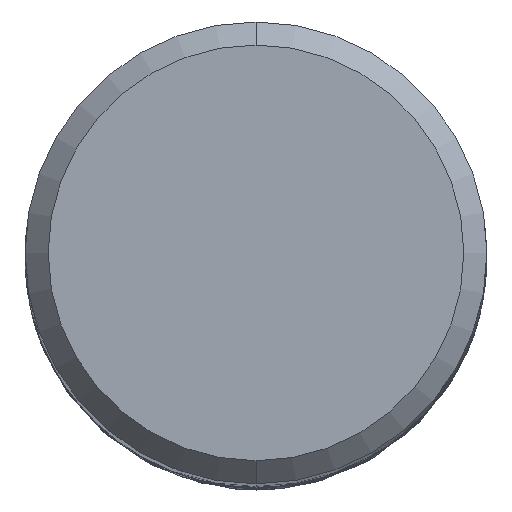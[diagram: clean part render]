
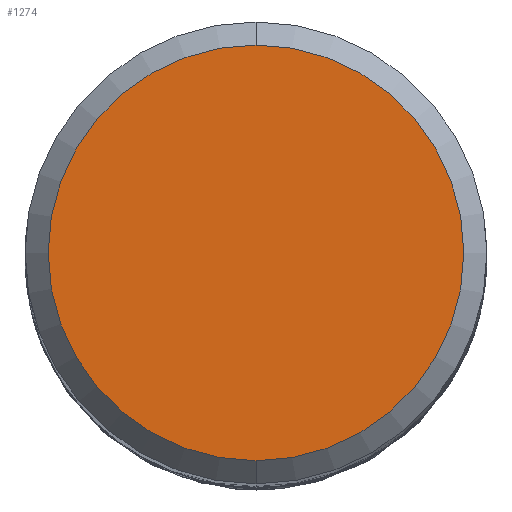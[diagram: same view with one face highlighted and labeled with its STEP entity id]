
A CAD part, top view. The second image highlights one B-rep face of the part: STEP entity #1274.
In plain terms, the highlighted planar face has unit normal (0, 0, 1).
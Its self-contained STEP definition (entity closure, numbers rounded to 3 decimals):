
#756=EDGE_CURVE('',#792,#1304,#1885,.T.);
#792=VERTEX_POINT('',#1923);
#1274=ADVANCED_FACE('',(#2443),#2444,.T.);
#1280=EDGE_CURVE('',#1304,#792,#2450,.T.);
#1304=VERTEX_POINT('',#2474);
#1885=CIRCLE('',#4789,7.2);
#1923=CARTESIAN_POINT('',(0.,-7.2,0.0));
#2443=FACE_OUTER_BOUND('',#12229,.T.);
#2444=PLANE('',#12230);
#2450=CIRCLE('',#12237,7.2);
#2474=CARTESIAN_POINT('',(0.0,7.2,0.0));
#4789=AXIS2_PLACEMENT_3D('',#17301,#17302,#17303);
#12229=EDGE_LOOP('',(#17825,#17826));
#12230=AXIS2_PLACEMENT_3D('',#17827,#17828,#17829);
#12237=AXIS2_PLACEMENT_3D('',#17830,#17831,#17832);
#17301=CARTESIAN_POINT('',(0.0,0.0,0.0));
#17302=DIRECTION('',(0.0,0.0,-1.0));
#17303=DIRECTION('',(0.0,1.0,0.0));
#17825=ORIENTED_EDGE('',*,*,#1280,.F.);
#17826=ORIENTED_EDGE('',*,*,#756,.F.);
#17827=CARTESIAN_POINT('',(0.0,3.6,0.0));
#17828=DIRECTION('',(-0.0,0.0,1.0));
#17829=DIRECTION('',(0.0,-1.0,0.0));
#17830=CARTESIAN_POINT('',(0.0,0.0,0.0));
#17831=DIRECTION('',(0.0,0.0,-1.0));
#17832=DIRECTION('',(0.0,1.0,0.0));
